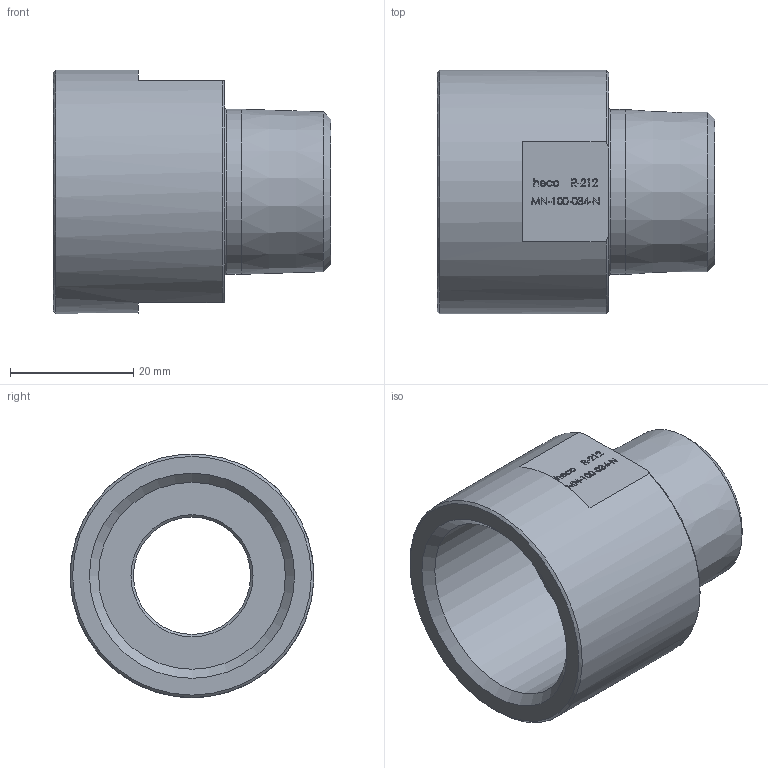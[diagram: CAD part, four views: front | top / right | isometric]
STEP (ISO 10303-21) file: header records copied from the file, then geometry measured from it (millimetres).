
FILE_DESCRIPTION (( 'STEP AP214' ), '1' );
FILE_NAME ('MN-100-034-N R-212 Reduzierstück 2011.STEP', '2020-11-11T10:35:15', ( '' ), ( '' ), 'SwSTEP 2.0', 'SolidWorks 2019', '' );
FILE_SCHEMA (( 'AUTOMOTIVE_DESIGN' ));
Length unit declared in the file: millimetre
Products named in the file (1): MN-100-034-N R-212 Reduzierstück 2011
Bounding box: 45 x 39.5 x 39.43 mm (x, y, z)
Volume: 20357.3 mm3; surface area: 9949.8 mm2
Topology: 1 solids, 1 shells, 255 faces, 663 edges, 440 vertices
Faces by surface type: plane 149, bspline 93, cone 8, cylinder 4, torus 1
Full cylindrical faces by diameter (mm): 19 x1, 26.753 x1, 30.291 x1, 39.5 x1
Entity records: 15709 total; most frequent: CARTESIAN_POINT 7601, ORIENTED_EDGE 1300, DIRECTION 806, EDGE_CURVE 650, LINE 440, VECTOR 440, VERTEX_POINT 438, EDGE_LOOP 298
